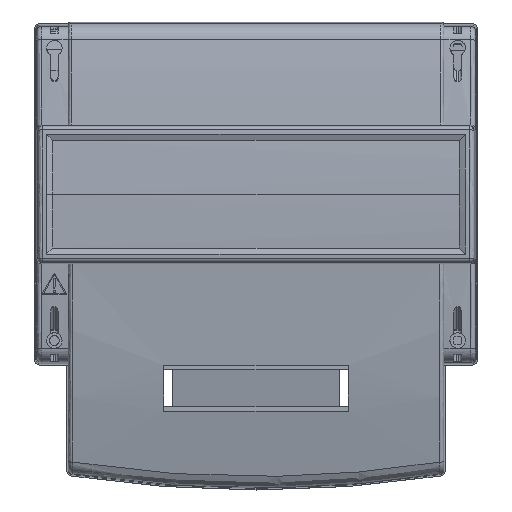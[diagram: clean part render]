
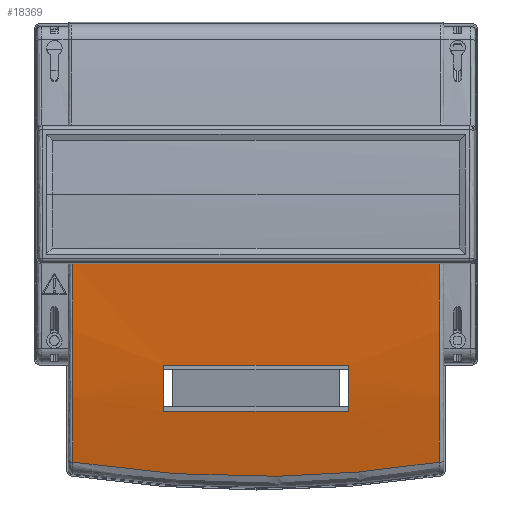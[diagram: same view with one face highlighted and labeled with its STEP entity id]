
A CAD part, top view. The second image highlights one B-rep face of the part: STEP entity #18369.
In plain terms, the highlighted cylindrical face has radius 350 mm (diameter 700 mm), a partial arc.
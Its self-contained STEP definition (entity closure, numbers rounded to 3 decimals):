
#294 = CARTESIAN_POINT ( 'NONE',  ( 810.365, 835.305, 239.056 ) ) ;
#435 = CARTESIAN_POINT ( 'NONE',  ( 691.365, 835.305, 239.056 ) ) ;
#578 = CARTESIAN_POINT ( 'NONE',  ( 740.899, 830.66, 237.83 ) ) ;
#717 = CARTESIAN_POINT ( 'NONE',  ( 711.112, 832.719, 238.382 ) ) ;
#911 = CARTESIAN_POINT ( 'NONE',  ( 720.865, 866.796, 245.611 ) ) ;
#1488 = FACE_OUTER_BOUND ( 'NONE', #41100, .T. ) ;
#2172 = CARTESIAN_POINT ( 'NONE',  ( 835.681, 866.796, 245.611 ) ) ;
#2820 = ORIENTED_EDGE ( 'NONE', *, *, #22104, .T. ) ;
#3114 = CARTESIAN_POINT ( 'NONE',  ( 691.365, 899.796, 249.315 ) ) ;
#3864 = CARTESIAN_POINT ( 'NONE',  ( 770.757, 831.168, 237.968 ) ) ;
#4005 = CARTESIAN_POINT ( 'NONE',  ( 774.486, 831.387, 238.027 ) ) ;
#4137 = EDGE_CURVE ( 'NONE', #32693, #31824, #8197, .T. ) ;
#4735 = CARTESIAN_POINT ( 'NONE',  ( 835.681, 899.796, 249.315 ) ) ;
#6390 = CARTESIAN_POINT ( 'NONE',  ( 720.865, 922.296, -99.961 ) ) ;
#6527 = DIRECTION ( 'NONE',  ( 0., 0., 1. ) ) ;
#6869 = CARTESIAN_POINT ( 'NONE',  ( 776.35, 831.505, 238.058 ) ) ;
#6952 = EDGE_CURVE ( 'NONE', #31824, #18636, #27824, .T. ) ;
#7113 = DIRECTION ( 'NONE',  ( 0., 0., 1. ) ) ;
#7352 = CARTESIAN_POINT ( 'NONE',  ( 691.365, 835.305, 239.056 ) ) ;
#8197 = LINE ( 'NONE', #15774, #41788 ) ;
#8773 = EDGE_CURVE ( 'NONE', #27487, #31415, #9838, .T. ) ;
#9250 = EDGE_CURVE ( 'NONE', #35525, #32693, #36777, .T. ) ;
#9488 = ORIENTED_EDGE ( 'NONE', *, *, #9250, .T. ) ;
#9838 = LINE ( 'NONE', #4735, #20536 ) ;
#9933 = DIRECTION ( 'NONE',  ( -1., 0., 0. ) ) ;
#10122 = CARTESIAN_POINT ( 'NONE',  ( 719.777, 831.922, 238.17 ) ) ;
#10663 = EDGE_CURVE ( 'NONE', #31415, #28628, #14860, .T. ) ;
#11941 = ORIENTED_EDGE ( 'NONE', *, *, #8773, .T. ) ;
#12876 = VECTOR ( 'NONE', #40996, 1000. ) ;
#13803 = CARTESIAN_POINT ( 'NONE',  ( 701.227, 833.855, 238.681 ) ) ;
#14860 = CIRCLE ( 'NONE', #42200, 350. ) ;
#15241 = VERTEX_POINT ( 'NONE', #31837 ) ;
#15774 = CARTESIAN_POINT ( 'NONE',  ( 835.681, 851.796, 242.865 ) ) ;
#16766 = EDGE_CURVE ( 'NONE', #15241, #27487, #31094, .T. ) ;
#16790 = CARTESIAN_POINT ( 'NONE',  ( 714.824, 832.356, 238.286 ) ) ;
#17172 = CARTESIAN_POINT ( 'NONE',  ( 780.865, 922.296, -99.961 ) ) ;
#17512 = DIRECTION ( 'NONE',  ( 0., 0., 1. ) ) ;
#17591 = CARTESIAN_POINT ( 'NONE',  ( 691.365, 922.296, -99.961 ) ) ;
#18369 = ADVANCED_FACE ( 'NONE', ( #1488, #33062 ), #25431, .T. ) ;
#18636 = VERTEX_POINT ( 'NONE', #911 ) ;
#18778 = DIRECTION ( 'NONE',  ( -1., 0., 0. ) ) ;
#19788 = CARTESIAN_POINT ( 'NONE',  ( 708.64, 832.985, 238.453 ) ) ;
#20069 = CARTESIAN_POINT ( 'NONE',  ( 718.539, 832.025, 238.198 ) ) ;
#20212 = CARTESIAN_POINT ( 'NONE',  ( 696.292, 834.531, 238.858 ) ) ;
#20536 = VECTOR ( 'NONE', #27625, 1000. ) ;
#20608 = EDGE_LOOP ( 'NONE', ( #35962, #22676, #9488, #36776 ) ) ;
#20879 = DIRECTION ( 'NONE',  ( 0., 0., 1. ) ) ;
#21530 = ORIENTED_EDGE ( 'NONE', *, *, #10663, .T. ) ;
#22104 = EDGE_CURVE ( 'NONE', #28628, #15241, #32403, .T. ) ;
#22565 = AXIS2_PLACEMENT_3D ( 'NONE', #17172, #40082, #7113 ) ;
#22676 = ORIENTED_EDGE ( 'NONE', *, *, #34607, .T. ) ;
#23063 = CARTESIAN_POINT ( 'NONE',  ( 730.954, 831.048, 237.936 ) ) ;
#23205 = CARTESIAN_POINT ( 'NONE',  ( 790.616, 832.597, 238.351 ) ) ;
#23339 = CARTESIAN_POINT ( 'NONE',  ( 760.81, 830.757, 237.857 ) ) ;
#23482 = CARTESIAN_POINT ( 'NONE',  ( 716.681, 832.184, 238.24 ) ) ;
#23777 = DIRECTION ( 'NONE',  ( -1., 0., 0. ) ) ;
#25332 = ORIENTED_EDGE ( 'NONE', *, *, #16766, .T. ) ;
#25431 = CYLINDRICAL_SURFACE ( 'NONE', #35167, 350. ) ;
#26618 = CARTESIAN_POINT ( 'NONE',  ( 779.456, 831.727, 238.118 ) ) ;
#26763 = CARTESIAN_POINT ( 'NONE',  ( 780.079, 831.775, 238.131 ) ) ;
#27487 = VERTEX_POINT ( 'NONE', #39270 ) ;
#27625 = DIRECTION ( 'NONE',  ( -1., 0., 0. ) ) ;
#27824 = CIRCLE ( 'NONE', #35049, 350. ) ;
#27905 = CARTESIAN_POINT ( 'NONE',  ( 780.865, 851.796, 242.865 ) ) ;
#28628 = VERTEX_POINT ( 'NONE', #7352 ) ;
#29487 = CARTESIAN_POINT ( 'NONE',  ( 778.214, 831.637, 238.094 ) ) ;
#29849 = DIRECTION ( 'NONE',  ( 0., 0., 1. ) ) ;
#31094 = CIRCLE ( 'NONE', #36459, 350. ) ;
#31415 = VERTEX_POINT ( 'NONE', #3114 ) ;
#31824 = VERTEX_POINT ( 'NONE', #41779 ) ;
#31837 = CARTESIAN_POINT ( 'NONE',  ( 810.365, 835.305, 239.056 ) ) ;
#32403 = B_SPLINE_CURVE_WITH_KNOTS ( 'NONE', 3,
 ( #435, #20212, #13803, #19788, #717, #16790, #23482, #20069, #10122, #39841, #23063, #578, #39548, #23339, #39277, #3864, #4005, #6869, #29487, #26618, #26763, #23205, #32890, #294 ),
 .UNSPECIFIED., .F., .F.,
 ( 4, 2, 2, 1, 2, 2, 2, 2, 2, 1, 2, 2, 4 ),
 ( 0., 0.125, 0.188, 0.219, 0.234, 0.25, 0.5, 0.625, 0.687, 0.719, 0.734, 0.75, 1. ),
 .UNSPECIFIED. ) ;
#32409 = DIRECTION ( 'NONE',  ( -1., 0., 0. ) ) ;
#32693 = VERTEX_POINT ( 'NONE', #27905 ) ;
#32890 = CARTESIAN_POINT ( 'NONE',  ( 800.505, 833.757, 238.659 ) ) ;
#33062 = FACE_BOUND ( 'NONE', #20608, .T. ) ;
#34607 = EDGE_CURVE ( 'NONE', #18636, #35525, #39359, .T. ) ;
#35049 = AXIS2_PLACEMENT_3D ( 'NONE', #6390, #32409, #6527 ) ;
#35167 = AXIS2_PLACEMENT_3D ( 'NONE', #36104, #9933, #29849 ) ;
#35525 = VERTEX_POINT ( 'NONE', #37485 ) ;
#35962 = ORIENTED_EDGE ( 'NONE', *, *, #6952, .T. ) ;
#36104 = CARTESIAN_POINT ( 'NONE',  ( 835.681, 922.296, -99.961 ) ) ;
#36459 = AXIS2_PLACEMENT_3D ( 'NONE', #37004, #23777, #17512 ) ;
#36776 = ORIENTED_EDGE ( 'NONE', *, *, #4137, .T. ) ;
#36777 = CIRCLE ( 'NONE', #22565, 350. ) ;
#37004 = CARTESIAN_POINT ( 'NONE',  ( 810.365, 922.296, -99.961 ) ) ;
#37485 = CARTESIAN_POINT ( 'NONE',  ( 780.865, 866.796, 245.611 ) ) ;
#39270 = CARTESIAN_POINT ( 'NONE',  ( 810.365, 899.796, 249.315 ) ) ;
#39277 = CARTESIAN_POINT ( 'NONE',  ( 768.271, 831.047, 237.935 ) ) ;
#39359 = LINE ( 'NONE', #2172, #12876 ) ;
#39548 = CARTESIAN_POINT ( 'NONE',  ( 755.834, 830.66, 237.83 ) ) ;
#39841 = CARTESIAN_POINT ( 'NONE',  ( 720.395, 831.873, 238.157 ) ) ;
#40082 = DIRECTION ( 'NONE',  ( 1., 0., 0. ) ) ;
#40354 = DIRECTION ( 'NONE',  ( 1., 0., 0. ) ) ;
#40996 = DIRECTION ( 'NONE',  ( 1., 0., 0. ) ) ;
#41100 = EDGE_LOOP ( 'NONE', ( #21530, #2820, #25332, #11941 ) ) ;
#41779 = CARTESIAN_POINT ( 'NONE',  ( 720.865, 851.796, 242.865 ) ) ;
#41788 = VECTOR ( 'NONE', #18778, 1000. ) ;
#42200 = AXIS2_PLACEMENT_3D ( 'NONE', #17591, #40354, #20879 ) ;
